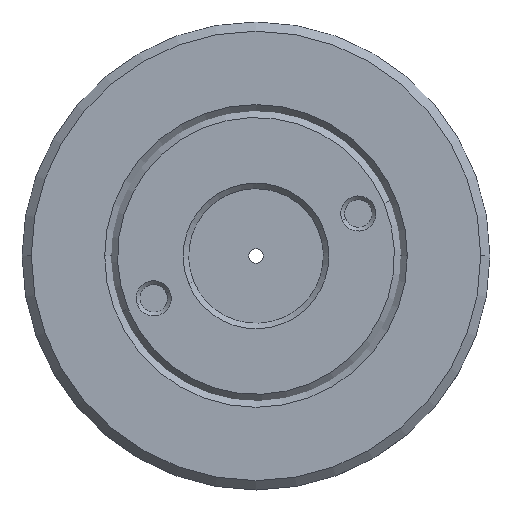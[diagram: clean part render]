
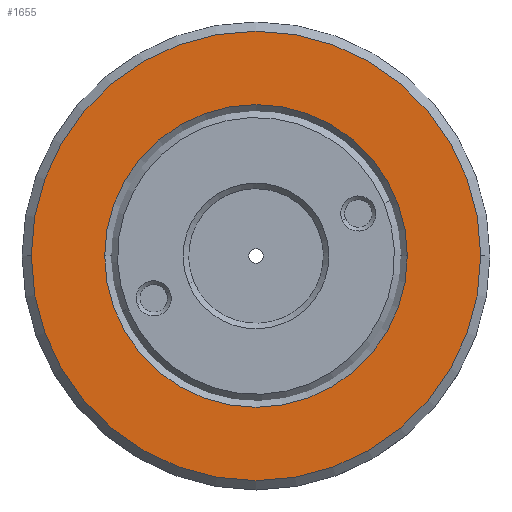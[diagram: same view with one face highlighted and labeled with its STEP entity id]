
A CAD part, top view. The second image highlights one B-rep face of the part: STEP entity #1655.
In plain terms, the highlighted planar face has unit normal (0, 0, 1).
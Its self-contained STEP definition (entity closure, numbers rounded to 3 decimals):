
#1655 = ADVANCED_FACE ( 'NONE', ( #13285, #6804 ), #11543, .T. ) ;
#1831 = DIRECTION ( 'NONE',  ( 0., 0., -1. ) ) ;
#1892 = DIRECTION ( 'NONE',  ( 0., 0., -1. ) ) ;
#2360 = AXIS2_PLACEMENT_3D ( 'NONE', #2962, #1831, #8122 ) ;
#2962 = CARTESIAN_POINT ( 'NONE',  ( -21.706, 3.812, 4.599 ) ) ;
#3672 = EDGE_CURVE ( 'NONE', #4261, #12337, #11285, .T. ) ;
#3833 = AXIS2_PLACEMENT_3D ( 'NONE', #5449, #14431, #17708 ) ;
#4110 = ORIENTED_EDGE ( 'NONE', *, *, #3672, .T. ) ;
#4261 = VERTEX_POINT ( 'NONE', #15925 ) ;
#4519 = CIRCLE ( 'NONE', #16679, 12.175 ) ;
#5449 = CARTESIAN_POINT ( 'NONE',  ( -21.706, 3.812, 4.599 ) ) ;
#5910 = EDGE_CURVE ( 'NONE', #16107, #15298, #19438, .T. ) ;
#5968 = AXIS2_PLACEMENT_3D ( 'NONE', #18746, #7850, #16999 ) ;
#6530 = DIRECTION ( 'NONE',  ( 1., 0., 0. ) ) ;
#6553 = DIRECTION ( 'NONE',  ( -1., 0., 0. ) ) ;
#6804 = FACE_OUTER_BOUND ( 'NONE', #8518, .T. ) ;
#6998 = ORIENTED_EDGE ( 'NONE', *, *, #17765, .F. ) ;
#7850 = DIRECTION ( 'NONE',  ( 0., 0., -1. ) ) ;
#7976 = AXIS2_PLACEMENT_3D ( 'NONE', #15792, #1892, #6530 ) ;
#8122 = DIRECTION ( 'NONE',  ( -1., 0., 0. ) ) ;
#8518 = EDGE_LOOP ( 'NONE', ( #6998, #12111 ) ) ;
#8723 = EDGE_CURVE ( 'NONE', #12337, #4261, #16177, .T. ) ;
#9087 = CARTESIAN_POINT ( 'NONE',  ( -33.881, 3.812, 4.599 ) ) ;
#9951 = DIRECTION ( 'NONE',  ( 0., 0., -1. ) ) ;
#11285 = CIRCLE ( 'NONE', #7976, 8.2 ) ;
#11401 = CARTESIAN_POINT ( 'NONE',  ( -21.706, 3.812, 4.599 ) ) ;
#11543 = PLANE ( 'NONE',  #3833 ) ;
#12111 = ORIENTED_EDGE ( 'NONE', *, *, #5910, .F. ) ;
#12334 = ORIENTED_EDGE ( 'NONE', *, *, #8723, .T. ) ;
#12337 = VERTEX_POINT ( 'NONE', #19718 ) ;
#13285 = FACE_BOUND ( 'NONE', #17405, .T. ) ;
#14431 = DIRECTION ( 'NONE',  ( 0., 0., 1. ) ) ;
#15298 = VERTEX_POINT ( 'NONE', #9087 ) ;
#15792 = CARTESIAN_POINT ( 'NONE',  ( -21.706, 3.812, 4.599 ) ) ;
#15925 = CARTESIAN_POINT ( 'NONE',  ( -29.906, 3.812, 4.599 ) ) ;
#16107 = VERTEX_POINT ( 'NONE', #16235 ) ;
#16177 = CIRCLE ( 'NONE', #5968, 8.2 ) ;
#16235 = CARTESIAN_POINT ( 'NONE',  ( -9.531, 3.812, 4.599 ) ) ;
#16679 = AXIS2_PLACEMENT_3D ( 'NONE', #11401, #9951, #6553 ) ;
#16999 = DIRECTION ( 'NONE',  ( 1., 0., 0. ) ) ;
#17405 = EDGE_LOOP ( 'NONE', ( #12334, #4110 ) ) ;
#17708 = DIRECTION ( 'NONE',  ( 1., 0., 0. ) ) ;
#17765 = EDGE_CURVE ( 'NONE', #15298, #16107, #4519, .T. ) ;
#18746 = CARTESIAN_POINT ( 'NONE',  ( -21.706, 3.812, 4.599 ) ) ;
#19438 = CIRCLE ( 'NONE', #2360, 12.175 ) ;
#19718 = CARTESIAN_POINT ( 'NONE',  ( -13.506, 3.812, 4.599 ) ) ;
